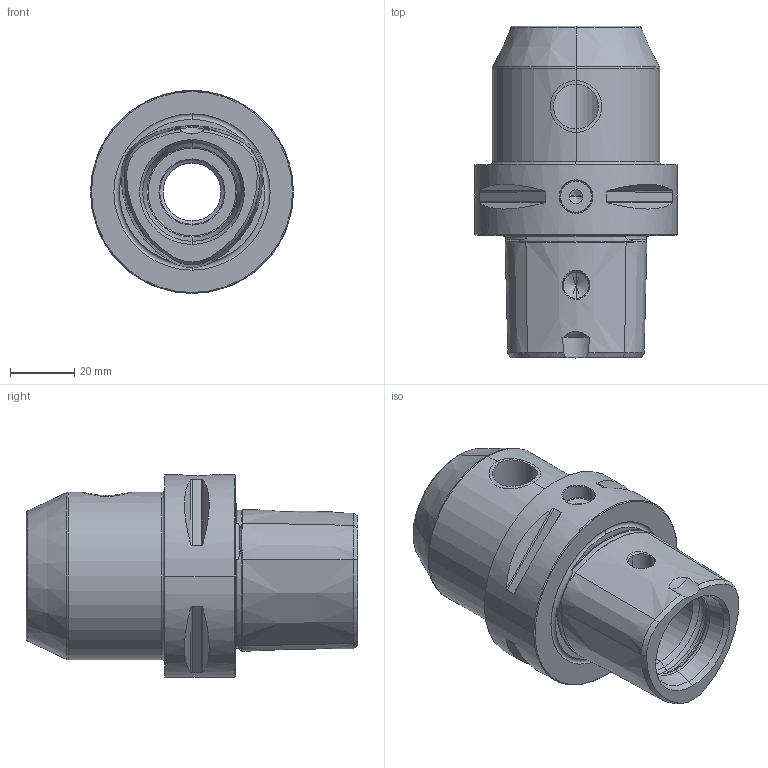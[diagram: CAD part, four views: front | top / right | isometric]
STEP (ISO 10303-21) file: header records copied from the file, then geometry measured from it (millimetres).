
FILE_DESCRIPTION((''),'2;1');
FILE_NAME('CC6-000-20','2011-09-13T',('mei'),(''),'PRO/ENGINEER BY PARAMETRIC TECHNOLOGY CORPORATION, 2010430','PRO/ENGINEER BY PARAMETRIC TECHNOLOGY CORPORATION, 2010430','');
FILE_SCHEMA(('CONFIG_CONTROL_DESIGN'));
Length unit declared in the file: millimetre
Products named in the file (1): CC6-000-20
Bounding box: 63 x 103 x 63 mm (x, y, z)
Volume: 162863.3 mm3; surface area: 31338.7 mm2
Topology: 1 solids, 3 shells, 124 faces, 306 edges, 188 vertices
Faces by surface type: cone 40, cylinder 37, plane 23, torus 22, bspline 2
Entity records: 4528 total; most frequent: CARTESIAN_POINT 1636, DIRECTION 590, ORIENTED_EDGE 590, EDGE_CURVE 302, AXIS2_PLACEMENT_3D 247, VERTEX_POINT 188, EDGE_LOOP 138, FACE_OUTER_BOUND 124
